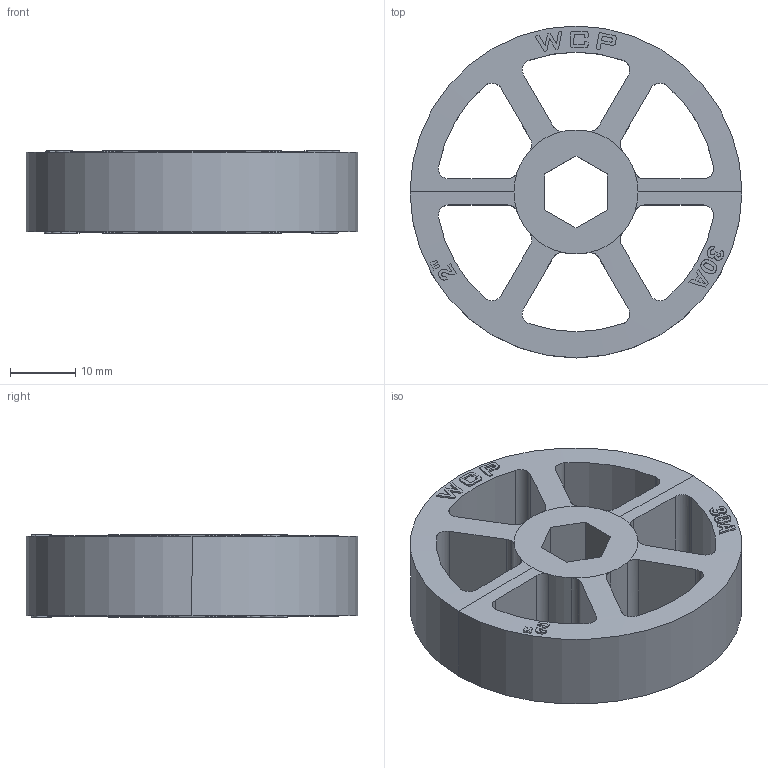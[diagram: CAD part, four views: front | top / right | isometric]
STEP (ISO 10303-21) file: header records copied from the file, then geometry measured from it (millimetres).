
FILE_DESCRIPTION (( 'STEP AP214' ), '1' );
FILE_NAME ('WCP-1284 Rev1.step', '2024-01-17T23:04:33', ( '' ), ( '' ), 'SwSTEP 2.0', 'SolidWorks 2022', '' );
FILE_SCHEMA (( 'AUTOMOTIVE_DESIGN' ));
Length unit declared in the file: inch
Products named in the file (1): WCP-1284 Rev1
Bounding box: 50.8 x 50.8 x 12.7 mm (x, y, z)
Volume: 13528.9 mm3; surface area: 8009.8 mm2
Topology: 1 solids, 1 shells, 308 faces, 854 edges, 560 vertices
Faces by surface type: plane 172, bspline 82, cylinder 44, cone 10
Entity records: 14222 total; most frequent: CARTESIAN_POINT 7249, ORIENTED_EDGE 1708, DIRECTION 970, EDGE_CURVE 854, VERTEX_POINT 560, LINE 428, VECTOR 428, B_SPLINE_CURVE_WITH_KNOTS 382
